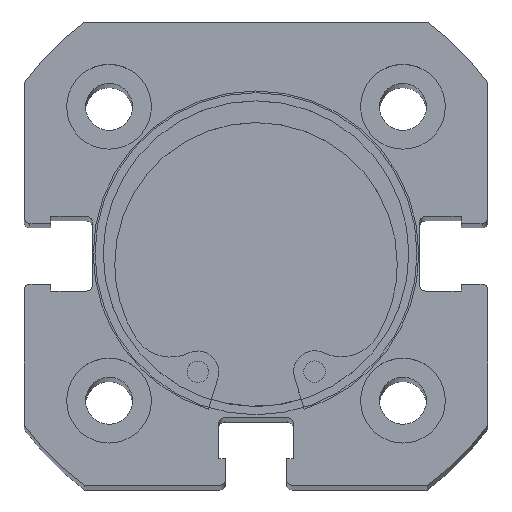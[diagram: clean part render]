
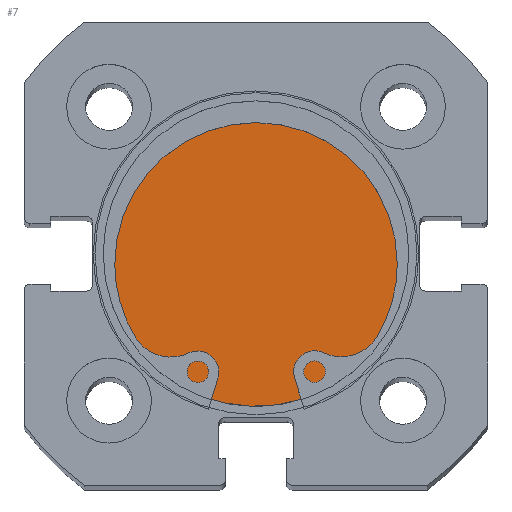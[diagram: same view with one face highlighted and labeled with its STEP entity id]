
A CAD part, top view. The second image highlights one B-rep face of the part: STEP entity #7.
In plain terms, the highlighted face is planar.
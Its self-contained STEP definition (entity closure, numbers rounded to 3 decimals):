
#7 = ADVANCED_FACE ( 'NONE', ( #4174 ), #5668, .F. ) ;
#461 = AXIS2_PLACEMENT_3D ( 'NONE', #5663, #5718, #5560 ) ;
#745 = AXIS2_PLACEMENT_3D ( 'NONE', #2163, #2169, #2170 ) ;
#842 = AXIS2_PLACEMENT_3D ( 'NONE', #2754, #2756, #2757 ) ;
#1462 = CIRCLE ( 'NONE', #745, 13.5 ) ;
#1756 = CIRCLE ( 'NONE', #842, 13.5 ) ;
#2163 = CARTESIAN_POINT ( 'NONE',  ( 6., 0., 0. ) ) ;
#2169 = DIRECTION ( 'NONE',  ( -1., 0., 0. ) ) ;
#2170 = DIRECTION ( 'NONE',  ( 0., 0., 1. ) ) ;
#2754 = CARTESIAN_POINT ( 'NONE',  ( 6., 0., 0. ) ) ;
#2756 = DIRECTION ( 'NONE',  ( -1., 0., 0. ) ) ;
#2757 = DIRECTION ( 'NONE',  ( 0., 0., 1. ) ) ;
#2832 = CARTESIAN_POINT ( 'NONE',  ( 6., 0., -13.5 ) ) ;
#2864 = CARTESIAN_POINT ( 'NONE',  ( 6., 0., 13.5 ) ) ;
#3658 = EDGE_CURVE ( 'NONE', #5158, #5211, #1462, .T. ) ;
#3930 = EDGE_CURVE ( 'NONE', #5211, #5158, #1756, .T. ) ;
#3978 = ORIENTED_EDGE ( 'NONE', *, *, #3930, .F. ) ;
#4130 = EDGE_LOOP ( 'NONE', ( #3978, #5015 ) ) ;
#4174 = FACE_OUTER_BOUND ( 'NONE', #4130, .T. ) ;
#5015 = ORIENTED_EDGE ( 'NONE', *, *, #3658, .F. ) ;
#5158 = VERTEX_POINT ( 'NONE', #2832 ) ;
#5211 = VERTEX_POINT ( 'NONE', #2864 ) ;
#5560 = DIRECTION ( 'NONE',  ( 0., 0., 1. ) ) ;
#5663 = CARTESIAN_POINT ( 'NONE',  ( 6., 13.5, 0. ) ) ;
#5668 = PLANE ( 'NONE',  #461 ) ;
#5718 = DIRECTION ( 'NONE',  ( -1., 0., 0. ) ) ;
